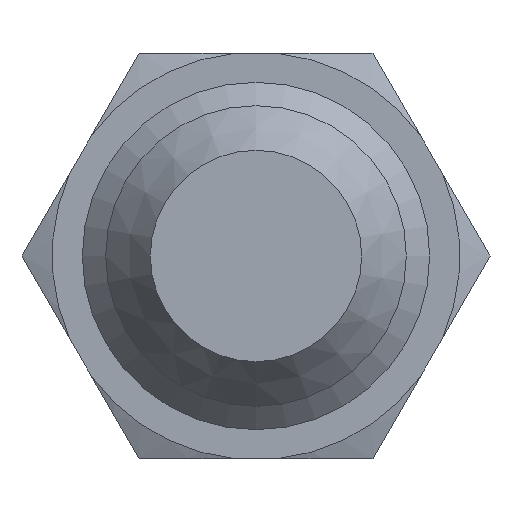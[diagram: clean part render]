
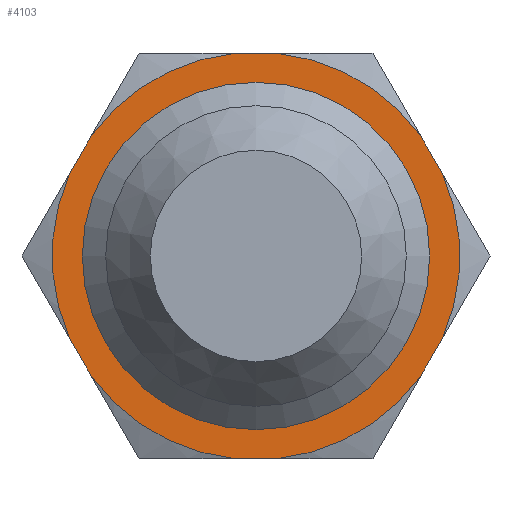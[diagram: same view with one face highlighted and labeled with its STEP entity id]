
A CAD part, left-side view. The second image highlights one B-rep face of the part: STEP entity #4103.
In plain terms, the highlighted planar face has unit normal (-1, 0, 0).
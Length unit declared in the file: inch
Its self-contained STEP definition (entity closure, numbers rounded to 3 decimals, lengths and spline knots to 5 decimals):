
#2952=CARTESIAN_POINT('',(0.,0.04684,0.4375));
#2953=VERTEX_POINT('',#2952);
#2967=CARTESIAN_POINT('',(0.,-0.04684,0.4375));
#2968=VERTEX_POINT('',#2967);
#2969=CARTESIAN_POINT('',(0.0,-0.04684,0.4375));
#2970=DIRECTION('',(0.0,1.0,0.0));
#2971=VECTOR('',#2970,0.09367);
#2972=LINE('',#2969,#2971);
#2973=EDGE_CURVE('',#2968,#2953,#2972,.T.);
#3387=CARTESIAN_POINT('',(0.0,0.,0.3285));
#3388=VERTEX_POINT('',#3387);
#3389=CARTESIAN_POINT('',(0.0,0.,0.));
#3390=DIRECTION('',(-1.0,0.0,0.0));
#3391=DIRECTION('',(0.0,0.0,-1.0));
#3392=AXIS2_PLACEMENT_3D('',#3389,#3390,#3391);
#3393=CIRCLE('',#3392,0.3285);
#3394=EDGE_CURVE('',#3388,#3388,#3393,.T.);
#3656=CARTESIAN_POINT('',(0.,0.35547,-0.25931));
#3657=VERTEX_POINT('',#3656);
#3671=CARTESIAN_POINT('',(0.,0.04684,-0.4375));
#3672=VERTEX_POINT('',#3671);
#3686=CARTESIAN_POINT('',(0.0,0.0,0.0));
#3687=DIRECTION('',(-1.0,0.0,0.0));
#3688=DIRECTION('',(0.0,1.0,0.0));
#3689=AXIS2_PLACEMENT_3D('',#3686,#3687,#3688);
#3690=CIRCLE('',#3689,0.44);
#3691=EDGE_CURVE('',#3657,#3672,#3690,.T.);
#3701=CARTESIAN_POINT('',(0.,0.4023,-0.17819));
#3702=VERTEX_POINT('',#3701);
#3718=CARTESIAN_POINT('',(0.,0.4023,0.17819));
#3719=VERTEX_POINT('',#3718);
#3720=CARTESIAN_POINT('',(0.0,0.0,0.0));
#3721=DIRECTION('',(-1.0,0.0,0.0));
#3722=DIRECTION('',(0.0,1.0,0.0));
#3723=AXIS2_PLACEMENT_3D('',#3720,#3721,#3722);
#3724=CIRCLE('',#3723,0.44);
#3725=EDGE_CURVE('',#3719,#3702,#3724,.T.);
#3748=CARTESIAN_POINT('',(0.,0.35547,0.25931));
#3749=VERTEX_POINT('',#3748);
#3763=CARTESIAN_POINT('',(0.0,0.0,0.0));
#3764=DIRECTION('',(-1.0,0.0,0.0));
#3765=DIRECTION('',(0.0,1.0,0.0));
#3766=AXIS2_PLACEMENT_3D('',#3763,#3764,#3765);
#3767=CIRCLE('',#3766,0.44);
#3768=EDGE_CURVE('',#2953,#3749,#3767,.T.);
#3780=CARTESIAN_POINT('',(0.,-0.35547,0.25931));
#3781=VERTEX_POINT('',#3780);
#3782=CARTESIAN_POINT('',(0.0,0.0,0.0));
#3783=DIRECTION('',(-1.0,0.0,0.0));
#3784=DIRECTION('',(0.0,1.0,0.0));
#3785=AXIS2_PLACEMENT_3D('',#3782,#3783,#3784);
#3786=CIRCLE('',#3785,0.44);
#3787=EDGE_CURVE('',#3781,#2968,#3786,.T.);
#3810=CARTESIAN_POINT('',(0.,-0.4023,0.17819));
#3811=VERTEX_POINT('',#3810);
#3827=CARTESIAN_POINT('',(0.,-0.4023,-0.17819));
#3828=VERTEX_POINT('',#3827);
#3829=CARTESIAN_POINT('',(0.0,0.0,0.0));
#3830=DIRECTION('',(-1.0,0.0,0.0));
#3831=DIRECTION('',(0.0,1.0,0.0));
#3832=AXIS2_PLACEMENT_3D('',#3829,#3830,#3831);
#3833=CIRCLE('',#3832,0.44);
#3834=EDGE_CURVE('',#3828,#3811,#3833,.T.);
#3857=CARTESIAN_POINT('',(0.,-0.35547,-0.25931));
#3858=VERTEX_POINT('',#3857);
#3874=CARTESIAN_POINT('',(0.,-0.04684,-0.4375));
#3875=VERTEX_POINT('',#3874);
#3876=CARTESIAN_POINT('',(0.0,0.0,0.0));
#3877=DIRECTION('',(-1.0,0.0,0.0));
#3878=DIRECTION('',(0.0,1.0,0.0));
#3879=AXIS2_PLACEMENT_3D('',#3876,#3877,#3878);
#3880=CIRCLE('',#3879,0.44);
#3881=EDGE_CURVE('',#3875,#3858,#3880,.T.);
#3960=CARTESIAN_POINT('',(0.0,0.4023,-0.17819));
#3961=DIRECTION('',(0.0,-0.5,-0.866));
#3962=VECTOR('',#3961,0.09367);
#3963=LINE('',#3960,#3962);
#3964=EDGE_CURVE('',#3702,#3657,#3963,.T.);
#3991=CARTESIAN_POINT('',(0.0,0.04684,-0.4375));
#3992=DIRECTION('',(0.0,-1.0,0.0));
#3993=VECTOR('',#3992,0.09367);
#3994=LINE('',#3991,#3993);
#3995=EDGE_CURVE('',#3672,#3875,#3994,.T.);
#4019=CARTESIAN_POINT('',(0.0,-0.35547,-0.25931));
#4020=DIRECTION('',(0.0,-0.5,0.866));
#4021=VECTOR('',#4020,0.09367);
#4022=LINE('',#4019,#4021);
#4023=EDGE_CURVE('',#3858,#3828,#4022,.T.);
#4040=CARTESIAN_POINT('',(0.0,-0.4023,0.17819));
#4041=DIRECTION('',(0.0,0.5,0.866));
#4042=VECTOR('',#4041,0.09367);
#4043=LINE('',#4040,#4042);
#4044=EDGE_CURVE('',#3811,#3781,#4043,.T.);
#4070=CARTESIAN_POINT('',(0.0,0.35547,0.25931));
#4071=DIRECTION('',(0.0,0.5,-0.866));
#4072=VECTOR('',#4071,0.09367);
#4073=LINE('',#4070,#4072);
#4074=EDGE_CURVE('',#3749,#3719,#4073,.T.);
#4081=CARTESIAN_POINT('',(0.0,0.,0.));
#4082=DIRECTION('',(1.0,0.0,0.0));
#4083=DIRECTION('',(0.0,0.0,-1.0));
#4084=AXIS2_PLACEMENT_3D('',#4081,#4082,#4083);
#4085=PLANE('',#4084);
#4086=ORIENTED_EDGE('',*,*,#3881,.T.);
#4087=ORIENTED_EDGE('',*,*,#4023,.T.);
#4088=ORIENTED_EDGE('',*,*,#3834,.T.);
#4089=ORIENTED_EDGE('',*,*,#4044,.T.);
#4090=ORIENTED_EDGE('',*,*,#3787,.T.);
#4091=ORIENTED_EDGE('',*,*,#2973,.T.);
#4092=ORIENTED_EDGE('',*,*,#3768,.T.);
#4093=ORIENTED_EDGE('',*,*,#4074,.T.);
#4094=ORIENTED_EDGE('',*,*,#3725,.T.);
#4095=ORIENTED_EDGE('',*,*,#3964,.T.);
#4096=ORIENTED_EDGE('',*,*,#3691,.T.);
#4097=ORIENTED_EDGE('',*,*,#3995,.T.);
#4098=EDGE_LOOP('',(#4086,#4087,#4088,#4089,#4090,#4091,#4092,#4093,#4094,#4095,#4096,#4097));
#4099=FACE_OUTER_BOUND('',#4098,.T.);
#4100=ORIENTED_EDGE('',*,*,#3394,.F.);
#4101=EDGE_LOOP('',(#4100));
#4102=FACE_BOUND('',#4101,.T.);
#4103=ADVANCED_FACE('',(#4099,#4102),#4085,.F.);
